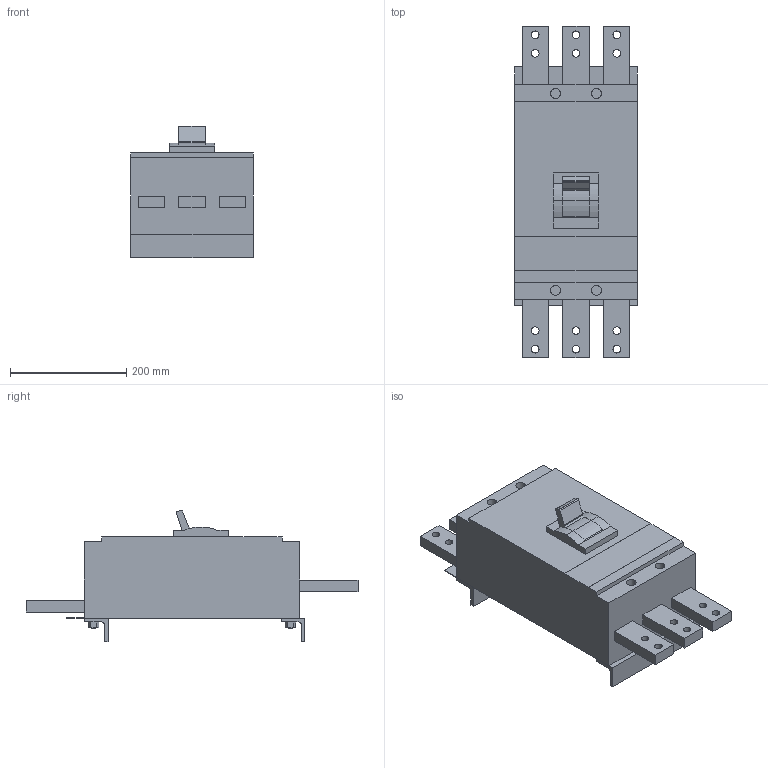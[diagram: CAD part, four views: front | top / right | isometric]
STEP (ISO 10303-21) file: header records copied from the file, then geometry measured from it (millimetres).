
FILE_DESCRIPTION(('CoCreate Modeling STEP Export'),'2;1');
FILE_NAME('ＸＳ１６００ＮＤ３Ｆ.stp','2016-03-31T13:57:56',(''),(''),'CoCreate Modeling STEP processor for AP214 (Solid Model)','CoCreate Modeling 17.0 01-Apr-2010 (C) Parametric Technology GmbH','');
FILE_SCHEMA(('AUTOMOTIVE_DESIGN { 1 0 10303 214 1 1 1 1 }'));
Length unit declared in the file: millimetre
Products named in the file (7): p5; p2.3; p1; p3; p4; p4.1; ＸＳ１６００ＮＤ３Ｆ
Assembly tree (12 placements, depth 2):
  ＸＳ１６００ＮＤ３Ｆ
    p3  x4
    p4.1
    p4
    p2.3  x4
    p1
    p5
Bounding box: 210 x 570 x 225.76 mm (x, y, z)
Volume: 11517968.4 mm3; surface area: 527762.3 mm2
Topology: 12 solids, 12 shells, 214 faces, 523 edges, 348 vertices
Faces by surface type: plane 130, cylinder 84
Entity records: 5252 total; most frequent: ORIENTED_EDGE 830, CARTESIAN_POINT 752, DIRECTION 680, EDGE_CURVE 415, VERTEX_POINT 276, VECTOR 272, LINE 272, EDGE_LOOP 217
